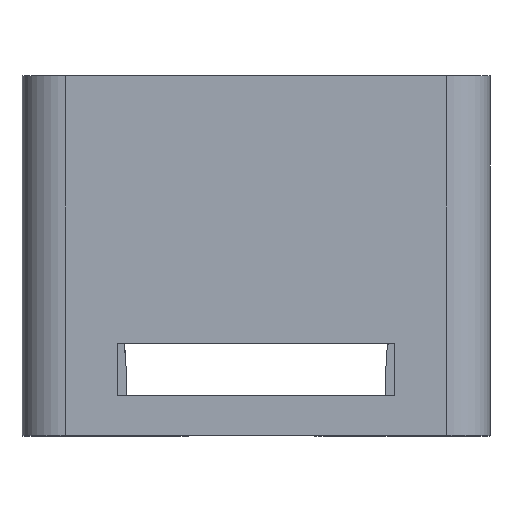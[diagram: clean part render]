
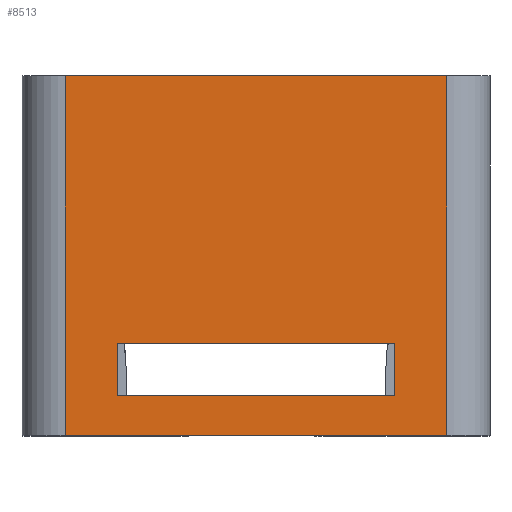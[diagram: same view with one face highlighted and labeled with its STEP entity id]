
A CAD part, top view. The second image highlights one B-rep face of the part: STEP entity #8513.
In plain terms, the highlighted planar face has unit normal (0, 0, 1).
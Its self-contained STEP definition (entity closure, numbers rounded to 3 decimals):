
#119=FACE_BOUND('',#1818,.T.);
#315=PLANE('',#8993);
#1304=FACE_OUTER_BOUND('',#1817,.T.);
#1817=EDGE_LOOP('',(#7959,#7960,#7961,#7962));
#1818=EDGE_LOOP('',(#7963,#7964,#7965,#7966));
#1999=LINE('',#11488,#2700);
#2002=LINE('',#11493,#2703);
#2014=LINE('',#11559,#2715);
#2016=LINE('',#11562,#2717);
#2036=LINE('',#11635,#2737);
#2147=LINE('',#12192,#2848);
#2521=LINE('',#16983,#3222);
#2522=LINE('',#16985,#3223);
#2700=VECTOR('',#9478,10.);
#2703=VECTOR('',#9483,10.);
#2715=VECTOR('',#9499,10.);
#2717=VECTOR('',#9503,10.);
#2737=VECTOR('',#9563,10.);
#2848=VECTOR('',#9980,10.);
#3222=VECTOR('',#10622,10.);
#3223=VECTOR('',#10625,10.);
#3577=VERTEX_POINT('',#11485);
#3578=VERTEX_POINT('',#11487);
#3579=VERTEX_POINT('',#11491);
#3601=VERTEX_POINT('',#11558);
#3633=VERTEX_POINT('',#11632);
#3634=VERTEX_POINT('',#11634);
#3739=VERTEX_POINT('',#12189);
#3740=VERTEX_POINT('',#12191);
#4486=EDGE_CURVE('',#3578,#3577,#1999,.T.);
#4489=EDGE_CURVE('',#3577,#3579,#2002,.T.);
#4511=EDGE_CURVE('',#3601,#3578,#2014,.T.);
#4513=EDGE_CURVE('',#3579,#3601,#2016,.T.);
#4550=EDGE_CURVE('',#3634,#3633,#2036,.T.);
#4742=EDGE_CURVE('',#3739,#3740,#2147,.T.);
#5469=EDGE_CURVE('',#3633,#3740,#2521,.T.);
#5470=EDGE_CURVE('',#3634,#3739,#2522,.T.);
#7959=ORIENTED_EDGE('',*,*,#4550,.T.);
#7960=ORIENTED_EDGE('',*,*,#5469,.T.);
#7961=ORIENTED_EDGE('',*,*,#4742,.F.);
#7962=ORIENTED_EDGE('',*,*,#5470,.F.);
#7963=ORIENTED_EDGE('',*,*,#4511,.T.);
#7964=ORIENTED_EDGE('',*,*,#4486,.T.);
#7965=ORIENTED_EDGE('',*,*,#4489,.T.);
#7966=ORIENTED_EDGE('',*,*,#4513,.T.);
#8513=ADVANCED_FACE('',(#1304,#119),#315,.T.);
#8993=AXIS2_PLACEMENT_3D('',#16984,#10623,#10624);
#9478=DIRECTION('',(-1.,0.,0.));
#9483=DIRECTION('',(0.,1.,0.));
#9499=DIRECTION('',(0.,-1.,0.));
#9503=DIRECTION('',(1.,0.,0.));
#9563=DIRECTION('',(1.,0.,0.));
#9980=DIRECTION('',(1.,0.,0.));
#10622=DIRECTION('',(0.,1.,0.));
#10623=DIRECTION('center_axis',(0.,0.,1.));
#10624=DIRECTION('ref_axis',(1.,0.,0.));
#10625=DIRECTION('',(0.,1.,0.));
#11485=CARTESIAN_POINT('',(-16.,4.6,27.));
#11487=CARTESIAN_POINT('',(16.,4.6,27.));
#11488=CARTESIAN_POINT('',(-3.,4.6,27.));
#11491=CARTESIAN_POINT('',(-16.,10.6,27.));
#11493=CARTESIAN_POINT('',(-16.,2.3,27.));
#11558=CARTESIAN_POINT('',(16.,10.6,27.));
#11559=CARTESIAN_POINT('',(16.,5.3,27.));
#11562=CARTESIAN_POINT('',(-19.,10.6,27.));
#11632=CARTESIAN_POINT('',(22.,0.,27.));
#11634=CARTESIAN_POINT('',(-22.,0.,27.));
#11635=CARTESIAN_POINT('',(-22.,0.,27.));
#12189=CARTESIAN_POINT('',(-22.,41.5,27.));
#12191=CARTESIAN_POINT('',(22.,41.5,27.));
#12192=CARTESIAN_POINT('',(-22.,41.5,27.));
#16983=CARTESIAN_POINT('',(22.,0.,27.));
#16984=CARTESIAN_POINT('Origin',(-22.,0.,27.));
#16985=CARTESIAN_POINT('',(-22.,0.,27.));
